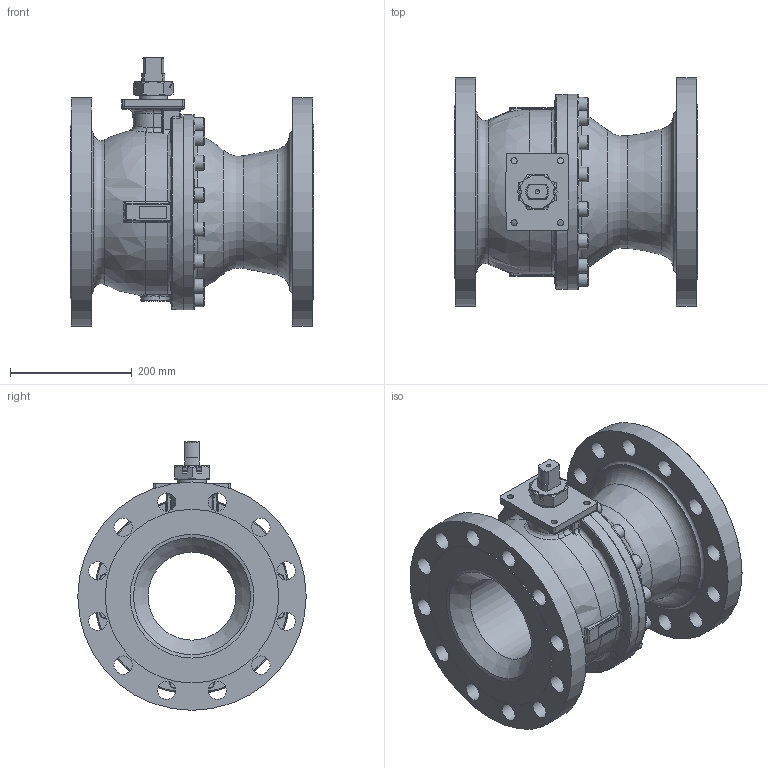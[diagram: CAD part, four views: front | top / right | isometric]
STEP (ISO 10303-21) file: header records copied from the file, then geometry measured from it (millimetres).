
FILE_DESCRIPTION(/* description */ (''),/* implementation_level */ '2;1');
FILE_NAME(/* name */ 'GA-F53-80-D40-A-1.stp',/* time_stamp */ '2019-09-18T16:50:19+01:00',/* author */ ('jaday'),/* organization */ (''),/* preprocessor_version */ 'ST-DEVELOPER v16.1',/* originating_system */ 'Autodesk Inventor 2016',/* authorisation */ '');
FILE_SCHEMA (('AUTOMOTIVE_DESIGN { 1 0 10303 214 3 1 1 }'));
Length unit declared in the file: millimetre
Products named in the file (1): GA-F53-80-D40-A-1
Bounding box: 400 x 375 x 441.18 mm (x, y, z)
Volume: 15637470.1 mm3; surface area: 1038024.5 mm2
Topology: 1 solids, 3 shells, 628 faces, 1628 edges, 1002 vertices
Faces by surface type: plane 277, cylinder 183, bspline 73, cone 52, torus 31, sphere 12
Full cylindrical faces by diameter (mm): 6.647 x1, 10.106 x4, 13.835 x2, 16 x16, 24 x16, 30 x24, 46.58 x1, 144.47 x1, 259.76 x1, 264 x1, 285 x1, 320.6 x1, 320.7 x1, 375 x2
Entity records: 21520 total; most frequent: CARTESIAN_POINT 6670, DIRECTION 2874, ORIENTED_EDGE 2840, EDGE_CURVE 1420, AXIS2_PLACEMENT_3D 1131, VERTEX_POINT 939, EDGE_LOOP 867, FACE_OUTER_BOUND 628
